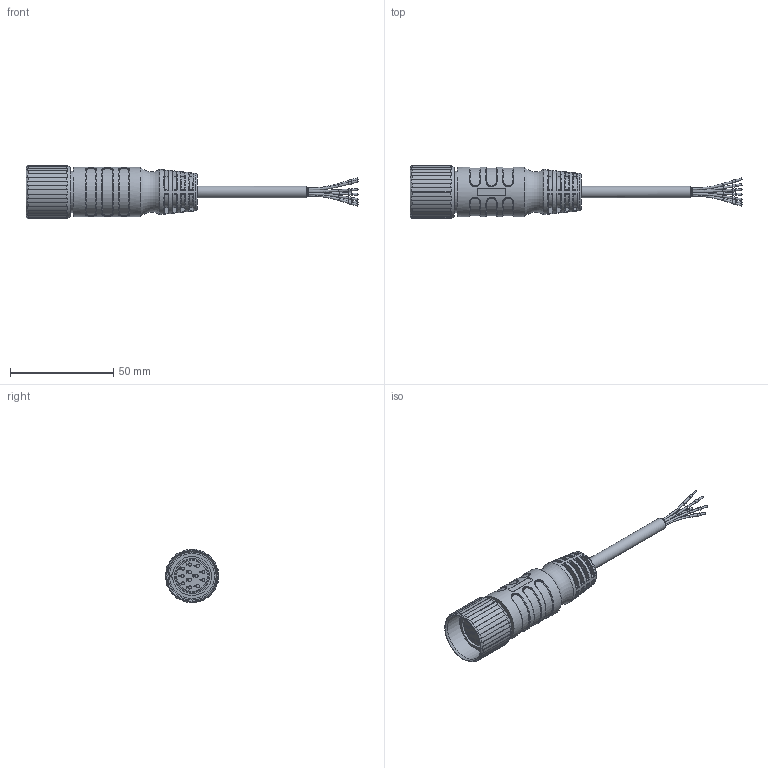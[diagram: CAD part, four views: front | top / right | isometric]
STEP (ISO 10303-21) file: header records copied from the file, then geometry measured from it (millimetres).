
FILE_DESCRIPTION(/* description */ (''),/* implementation_level */ '2;1');
FILE_NAME(/* name */ 'MKCU12.001-10_S370.stp',/* time_stamp */ '2023-05-12T09:31:45+02:00',/* author */ ('ESCHA GmbH & Co. KG'),/* organization */ ('ESCHA GmbH & Co. KG'),/* preprocessor_version */ 'ST-DEVELOPER v16',/* originating_system */ 'SIEMENS PLM Software NX 10.0',/* authorisation */ '');
FILE_SCHEMA (('AUTOMOTIVE_DESIGN { 1 0 10303 214 3 1 1 1 }'));
Length unit declared in the file: millimetre
Products named in the file (1): 5005418__Umspritzen_MKCU_MKW-M23_part_15193
Bounding box: 160.82 x 25.95 x 26 mm (x, y, z)
Volume: 30657.8 mm3; surface area: 12190.9 mm2
Topology: 1 solids, 1 shells, 877 faces, 2031 edges, 1205 vertices
Faces by surface type: plane 246, cylinder 215, bspline 202, extrusion 115, sphere 61, torus 27, cone 11
Full cylindrical faces by diameter (mm): 1 x14, 1.4 x7, 1.5 x12, 5.7 x1, 15.9 x1, 16.9 x1, 18.9 x1, 20 x1, 21.92 x1, 23.3 x1, 24 x1
Entity records: 31285 total; most frequent: CARTESIAN_POINT 13663, ORIENTED_EDGE 3832, DIRECTION 3131, EDGE_CURVE 1916, AXIS2_PLACEMENT_3D 1259, VERTEX_POINT 1196, EDGE_LOOP 1032, ADVANCED_FACE 877
